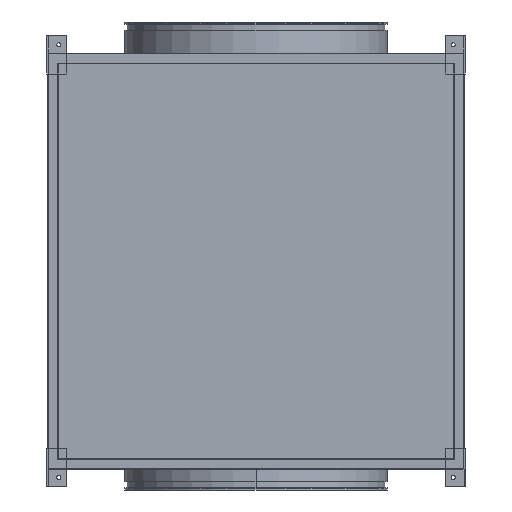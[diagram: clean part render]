
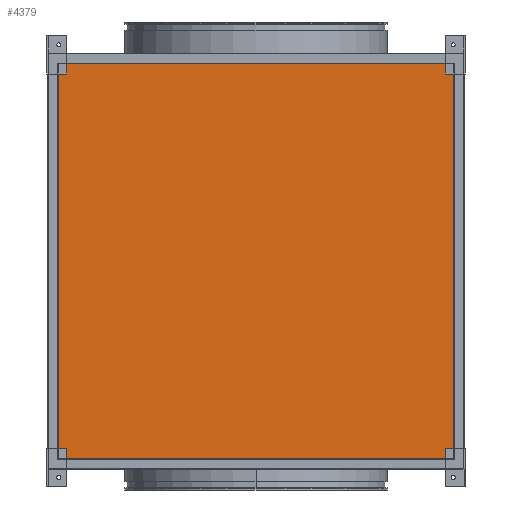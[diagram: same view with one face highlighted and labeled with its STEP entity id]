
A CAD part, front view. The second image highlights one B-rep face of the part: STEP entity #4379.
In plain terms, the highlighted planar face has unit normal (0, -1, 0).
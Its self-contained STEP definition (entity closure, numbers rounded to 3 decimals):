
#1619 = CARTESIAN_POINT ( 'NONE',  ( -475., -497., -475. ) ) ;
#1679 = CARTESIAN_POINT ( 'NONE',  ( -475., -497., 475. ) ) ;
#1680 = DIRECTION ( 'NONE',  ( 0., 0., -1. ) ) ;
#1681 = VECTOR ( 'NONE', #1680, 1000. ) ;
#1682 = CARTESIAN_POINT ( 'NONE',  ( -475., -497., 475. ) ) ;
#1683 = LINE ( 'NONE', #1682, #1681 ) ;
#1718 = CARTESIAN_POINT ( 'NONE',  ( 475., -497., -475. ) ) ;
#1719 = DIRECTION ( 'NONE',  ( 0., 0., 1. ) ) ;
#1720 = VECTOR ( 'NONE', #1719, 1000. ) ;
#1721 = CARTESIAN_POINT ( 'NONE',  ( 475., -497., -475. ) ) ;
#1722 = LINE ( 'NONE', #1721, #1720 ) ;
#1730 = DIRECTION ( 'NONE',  ( 0., 0., -1. ) ) ;
#1731 = DIRECTION ( 'NONE',  ( 0., -1., 0. ) ) ;
#1732 = CARTESIAN_POINT ( 'NONE',  ( -475., -497., -475. ) ) ;
#1733 = AXIS2_PLACEMENT_3D ( 'NONE', #1732, #1731, #1730 ) ;
#1734 = PLANE ( 'NONE',  #1733 ) ;
#1736 = FACE_OUTER_BOUND ( 'NONE', #4380, .T. ) ;
#1737 = DIRECTION ( 'NONE',  ( 1., 0., 0. ) ) ;
#1738 = VECTOR ( 'NONE', #1737, 1000. ) ;
#1739 = CARTESIAN_POINT ( 'NONE',  ( -475., -497., -475. ) ) ;
#1740 = LINE ( 'NONE', #1739, #1738 ) ;
#1757 = CARTESIAN_POINT ( 'NONE',  ( 475., -497., 475. ) ) ;
#1758 = DIRECTION ( 'NONE',  ( -1., 0., 0. ) ) ;
#1759 = VECTOR ( 'NONE', #1758, 1000. ) ;
#1760 = CARTESIAN_POINT ( 'NONE',  ( 475., -497., 475. ) ) ;
#1761 = LINE ( 'NONE', #1760, #1759 ) ;
#4333 = VERTEX_POINT ( 'NONE', #1619 ) ;
#4335 = EDGE_CURVE ( 'NONE', #4336, #4333, #1683, .T. ) ;
#4336 = VERTEX_POINT ( 'NONE', #1679 ) ;
#4377 = EDGE_CURVE ( 'NONE', #4333, #4389, #1740, .T. ) ;
#4379 = ADVANCED_FACE ( 'NONE', ( #1736 ), #1734, .T. ) ;
#4380 = EDGE_LOOP ( 'NONE', ( #4381, #4436, #4437, #4438 ) ) ;
#4381 = ORIENTED_EDGE ( 'NONE', *, *, #4335, .T. ) ;
#4388 = EDGE_CURVE ( 'NONE', #4389, #4401, #1722, .T. ) ;
#4389 = VERTEX_POINT ( 'NONE', #1718 ) ;
#4400 = EDGE_CURVE ( 'NONE', #4401, #4336, #1761, .T. ) ;
#4401 = VERTEX_POINT ( 'NONE', #1757 ) ;
#4436 = ORIENTED_EDGE ( 'NONE', *, *, #4377, .T. ) ;
#4437 = ORIENTED_EDGE ( 'NONE', *, *, #4388, .T. ) ;
#4438 = ORIENTED_EDGE ( 'NONE', *, *, #4400, .T. ) ;
